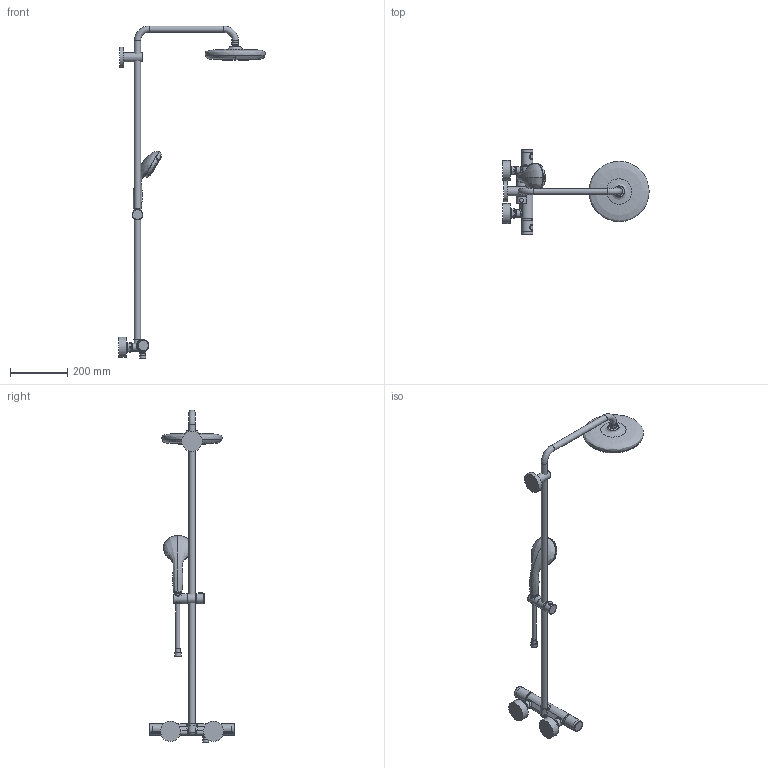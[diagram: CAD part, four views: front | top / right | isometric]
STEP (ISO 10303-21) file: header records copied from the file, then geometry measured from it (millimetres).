
FILE_DESCRIPTION(/* description */ ('Unknown'),/* implementation_level */ '2;1');
FILE_NAME(/* name */ '26538000',/* time_stamp */ '2022-09-01T17:00:53+02:00',/* author */ ('Unknown'),/* organization */ ('GROHE AG'),/* preprocessor_version */ 'ST-DEVELOPER v16.7',/* originating_system */ 'DEX',/* authorisation */ $);
FILE_SCHEMA (('AUTOMOTIVE_DESIGN {1 0 10303 214 3 1 1}'));
Length unit declared in the file: millimetre
Products named in the file (13): 26538000; 26538000_0; 26538000_1; 26538000_2; id143; 081107 GTM1000C Handles Update02; A4284282 handle-2 1000C 081107; DF_REVOL; extrude#; Housing; plane; trim_sur
Assembly tree (12 placements, depth 2):
  26538000
    26538000
    26538000_0
    26538000_1
    26538000_2
    id143
    081107 GTM1000C Handles Update02
    A4284282 handle-2 1000C 081107
    DF_REVOL
    extrude#
    Housing
    plane
    trim_sur
Bounding box: 510.64 x 298.65 x 1156.08 mm (x, y, z)
Volume: 264700.8 mm3; surface area: 381599.1 mm2
Topology: 4 solids, 334 shells, 735 faces, 3832 edges, 3279 vertices
Faces by surface type: bspline 334, cylinder 244, plane 91, torus 43, cone 22, sphere 1
Full cylindrical faces by diameter (mm): 2.8 x51, 4 x117, 14 x1, 15 x1, 16 x1, 16.2 x1, 18 x1, 18.2 x1, 18.5 x1, 19 x2, 19.9 x1, 20.9 x2, 20.96 x2, 22 x3, 23 x2, 26.44 x2, 27 x2, 31.3 x1, 34.6 x1, 36 x4, 40 x2, 70 x2, 71 x1, 90.2 x1
Entity records: 62416 total; most frequent: CARTESIAN_POINT 39071, ORIENTED_EDGE 3824, EDGE_CURVE 3172, VERTEX_POINT 2978, B_SPLINE_CURVE_WITH_KNOTS 2600, DIRECTION 1820, FACE_BOUND 1270, EDGE_LOOP 1269
